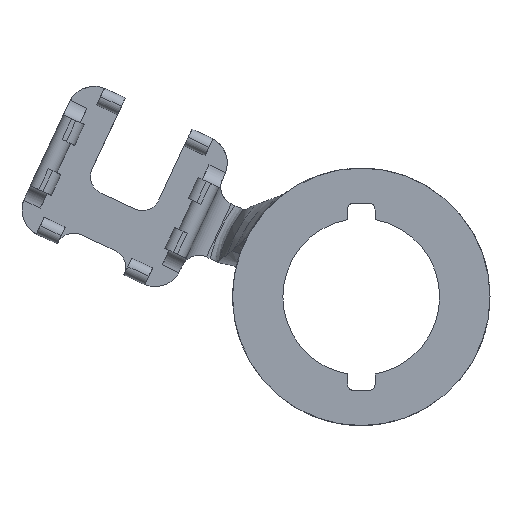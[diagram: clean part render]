
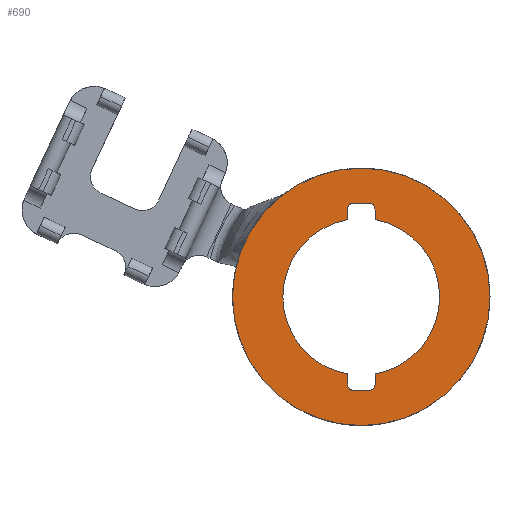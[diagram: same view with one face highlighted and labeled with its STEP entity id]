
A CAD part, front view. The second image highlights one B-rep face of the part: STEP entity #690.
In plain terms, the highlighted planar face has unit normal (0, -1, 0).
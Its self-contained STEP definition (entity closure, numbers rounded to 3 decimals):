
#522=CARTESIAN_POINT('',(1.5,-12.0,-8.392));
#523=VERTEX_POINT('',#522);
#530=CARTESIAN_POINT('',(1.5,-12.0,8.392));
#531=VERTEX_POINT('',#530);
#532=CARTESIAN_POINT('',(0.0,-12.0,0.0));
#533=DIRECTION('',(0.0,-1.0,0.0));
#534=DIRECTION('',(0.0,0.0,-1.0));
#535=AXIS2_PLACEMENT_3D('',#532,#533,#534);
#536=CIRCLE('',#535,8.525);
#537=EDGE_CURVE('',#523,#531,#536,.T.);
#548=CARTESIAN_POINT('',(0.0,-12.0,8.525));
#549=DIRECTION('',(0.0,-1.0,0.0));
#550=DIRECTION('',(0.0,0.0,-1.0));
#551=AXIS2_PLACEMENT_3D('',#548,#549,#550);
#552=PLANE('',#551);
#553=CARTESIAN_POINT('',(0.0,-12.0,-14.0));
#554=VERTEX_POINT('',#553);
#555=CARTESIAN_POINT('',(0.0,-12.0,0.0));
#556=DIRECTION('',(0.0,-1.0,0.0));
#557=DIRECTION('',(0.0,0.0,-1.0));
#558=AXIS2_PLACEMENT_3D('',#555,#556,#557);
#559=CIRCLE('',#558,14.0);
#560=EDGE_CURVE('',#554,#554,#559,.T.);
#561=ORIENTED_EDGE('',*,*,#560,.T.);
#562=EDGE_LOOP('',(#561));
#563=FACE_OUTER_BOUND('',#562,.T.);
#564=ORIENTED_EDGE('',*,*,#537,.F.);
#565=CARTESIAN_POINT('',(1.5,-12.0,-9.437));
#566=VERTEX_POINT('',#565);
#567=CARTESIAN_POINT('',(1.5,-12.0,8.525));
#568=DIRECTION('',(0.0,0.0,-1.0));
#569=VECTOR('',#568,1.0);
#570=LINE('',#567,#569);
#571=EDGE_CURVE('',#523,#566,#570,.T.);
#572=ORIENTED_EDGE('',*,*,#571,.T.);
#573=CARTESIAN_POINT('',(1.,-12.0,-10.141));
#574=VERTEX_POINT('',#573);
#575=CARTESIAN_POINT('',(1.,-12.0,-10.141));
#576=CARTESIAN_POINT('',(1.04,-12.0,-10.141));
#577=CARTESIAN_POINT('',(1.079,-12.0,-10.134));
#578=CARTESIAN_POINT('',(1.154,-12.0,-10.109));
#579=CARTESIAN_POINT('',(1.19,-12.,-10.09));
#580=CARTESIAN_POINT('',(1.255,-12.,-10.045));
#581=CARTESIAN_POINT('',(1.284,-12.,-10.018));
#582=CARTESIAN_POINT('',(1.337,-12.,-9.959));
#583=CARTESIAN_POINT('',(1.36,-12.0,-9.927));
#584=CARTESIAN_POINT('',(1.422,-12.0,-9.825));
#585=CARTESIAN_POINT('',(1.452,-12.0,-9.75));
#586=CARTESIAN_POINT('',(1.491,-12.,-9.596));
#587=CARTESIAN_POINT('',(1.5,-12.0,-9.517));
#588=CARTESIAN_POINT('',(1.5,-12.0,-9.437));
#589=B_SPLINE_CURVE_WITH_KNOTS('',3,(#575,#576,#577,#578,#579,#580,#581,#582,#583,#584,#585,#586,#587,#588),.UNSPECIFIED.,.F.,.U.,(4,2,2,2,2,2,4),(0.0,0.125,0.25,0.375,0.5,0.75,1.0),.UNSPECIFIED.);
#590=EDGE_CURVE('',#574,#566,#589,.T.);
#591=ORIENTED_EDGE('',*,*,#590,.F.);
#592=CARTESIAN_POINT('',(-1.,-12.0,-10.141));
#593=VERTEX_POINT('',#592);
#594=CARTESIAN_POINT('',(0.,-12.0,-10.141));
#595=DIRECTION('',(1.0,0.0,0.0));
#596=VECTOR('',#595,1.0);
#597=LINE('',#594,#596);
#598=EDGE_CURVE('',#593,#574,#597,.T.);
#599=ORIENTED_EDGE('',*,*,#598,.F.);
#600=CARTESIAN_POINT('',(-1.5,-12.0,-9.437));
#601=VERTEX_POINT('',#600);
#602=CARTESIAN_POINT('',(-1.5,-12.0,-9.437));
#603=CARTESIAN_POINT('',(-1.5,-12.0,-9.517));
#604=CARTESIAN_POINT('',(-1.491,-12.0,-9.596));
#605=CARTESIAN_POINT('',(-1.452,-12.0,-9.75));
#606=CARTESIAN_POINT('',(-1.422,-12.0,-9.825));
#607=CARTESIAN_POINT('',(-1.34,-12.0,-9.961));
#608=CARTESIAN_POINT('',(-1.287,-12.,-10.022));
#609=CARTESIAN_POINT('',(-1.19,-12.,-10.09));
#610=CARTESIAN_POINT('',(-1.154,-12.,-10.109));
#611=CARTESIAN_POINT('',(-1.08,-12.,-10.134));
#612=CARTESIAN_POINT('',(-1.04,-12.0,-10.141));
#613=CARTESIAN_POINT('',(-1.,-12.0,-10.141));
#614=B_SPLINE_CURVE_WITH_KNOTS('',3,(#602,#603,#604,#605,#606,#607,#608,#609,#610,#611,#612,#613),.UNSPECIFIED.,.F.,.U.,(4,2,2,2,2,4),(0.0,0.25,0.5,0.75,0.875,1.0),.UNSPECIFIED.);
#615=EDGE_CURVE('',#601,#593,#614,.T.);
#616=ORIENTED_EDGE('',*,*,#615,.F.);
#617=CARTESIAN_POINT('',(-1.5,-12.0,-8.392));
#618=VERTEX_POINT('',#617);
#619=CARTESIAN_POINT('',(-1.5,-12.0,8.525));
#620=DIRECTION('',(0.0,0.0,-1.0));
#621=VECTOR('',#620,1.0);
#622=LINE('',#619,#621);
#623=EDGE_CURVE('',#618,#601,#622,.T.);
#624=ORIENTED_EDGE('',*,*,#623,.F.);
#625=CARTESIAN_POINT('',(-1.5,-12.0,8.392));
#626=VERTEX_POINT('',#625);
#627=CARTESIAN_POINT('',(0.0,-12.0,0.0));
#628=DIRECTION('',(0.0,-1.0,0.0));
#629=DIRECTION('',(0.0,0.0,-1.0));
#630=AXIS2_PLACEMENT_3D('',#627,#628,#629);
#631=CIRCLE('',#630,8.525);
#632=EDGE_CURVE('',#626,#618,#631,.T.);
#633=ORIENTED_EDGE('',*,*,#632,.F.);
#634=CARTESIAN_POINT('',(-1.5,-12.0,9.437));
#635=VERTEX_POINT('',#634);
#636=CARTESIAN_POINT('',(-1.5,-12.0,8.525));
#637=DIRECTION('',(0.0,0.0,1.0));
#638=VECTOR('',#637,1.0);
#639=LINE('',#636,#638);
#640=EDGE_CURVE('',#626,#635,#639,.T.);
#641=ORIENTED_EDGE('',*,*,#640,.T.);
#642=CARTESIAN_POINT('',(-1.0,-12.0,10.141));
#643=VERTEX_POINT('',#642);
#644=CARTESIAN_POINT('',(-1.0,-12.0,10.141));
#645=CARTESIAN_POINT('',(-1.293,-12.0,10.141));
#646=CARTESIAN_POINT('',(-1.5,-12.0,9.849));
#647=CARTESIAN_POINT('',(-1.5,-12.0,9.437));
#655=(BOUNDED_CURVE()B_SPLINE_CURVE(3,(#644,#645,#646,#647),.UNSPECIFIED.,.F.,.U.)CURVE()GEOMETRIC_REPRESENTATION_ITEM()QUASI_UNIFORM_CURVE()RATIONAL_B_SPLINE_CURVE((1.0,0.805,0.805,1.0))REPRESENTATION_ITEM(''));
#656=EDGE_CURVE('',#635,#643,#655,.F.);
#657=ORIENTED_EDGE('',*,*,#656,.T.);
#658=CARTESIAN_POINT('',(1.,-12.0,10.141));
#659=VERTEX_POINT('',#658);
#660=CARTESIAN_POINT('',(0.0,-12.0,10.141));
#661=DIRECTION('',(1.0,0.0,0.0));
#662=VECTOR('',#661,1.0);
#663=LINE('',#660,#662);
#664=EDGE_CURVE('',#643,#659,#663,.T.);
#665=ORIENTED_EDGE('',*,*,#664,.T.);
#666=CARTESIAN_POINT('',(1.5,-12.0,9.437));
#667=VERTEX_POINT('',#666);
#668=CARTESIAN_POINT('',(1.5,-12.0,9.437));
#669=CARTESIAN_POINT('',(1.5,-12.0,9.849));
#670=CARTESIAN_POINT('',(1.293,-12.0,10.141));
#671=CARTESIAN_POINT('',(1.,-12.0,10.141));
#679=(BOUNDED_CURVE()B_SPLINE_CURVE(3,(#668,#669,#670,#671),.UNSPECIFIED.,.F.,.U.)CURVE()GEOMETRIC_REPRESENTATION_ITEM()QUASI_UNIFORM_CURVE()RATIONAL_B_SPLINE_CURVE((1.0,0.805,0.805,1.0))REPRESENTATION_ITEM(''));
#680=EDGE_CURVE('',#659,#667,#679,.F.);
#681=ORIENTED_EDGE('',*,*,#680,.T.);
#682=CARTESIAN_POINT('',(1.5,-12.0,8.525));
#683=DIRECTION('',(0.0,0.0,1.0));
#684=VECTOR('',#683,1.0);
#685=LINE('',#682,#684);
#686=EDGE_CURVE('',#531,#667,#685,.T.);
#687=ORIENTED_EDGE('',*,*,#686,.F.);
#688=EDGE_LOOP('',(#564,#572,#591,#599,#616,#624,#633,#641,#657,#665,#681,#687));
#689=FACE_BOUND('',#688,.T.);
#690=ADVANCED_FACE('',(#563,#689),#552,.T.);
